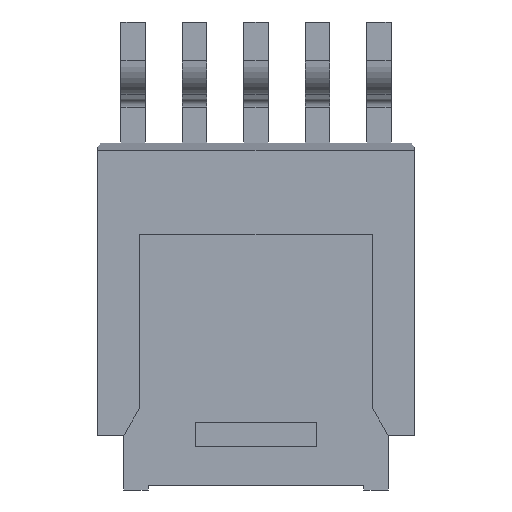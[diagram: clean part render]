
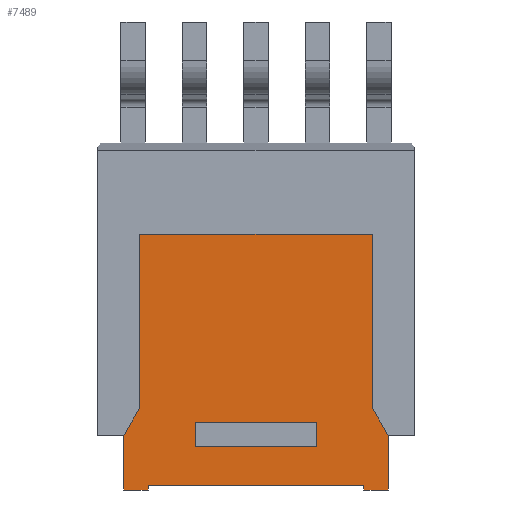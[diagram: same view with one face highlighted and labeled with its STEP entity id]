
A CAD part, front view. The second image highlights one B-rep face of the part: STEP entity #7489.
In plain terms, the highlighted planar face has unit normal (0, -1, 0).
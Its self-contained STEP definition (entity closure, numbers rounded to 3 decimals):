
#276=DIRECTION('',(-1.,0.,0.));
#277=VECTOR('',#276,4.46);
#278=CARTESIAN_POINT('',(2.23,-0.01,-4.048));
#279=LINE('',#278,#277);
#283=DIRECTION('',(0.,0.,-1.));
#284=VECTOR('',#283,0.1);
#285=CARTESIAN_POINT('',(-2.23,-0.01,-4.048));
#286=LINE('',#285,#284);
#290=DIRECTION('',(-1.,0.,0.));
#291=VECTOR('',#290,0.5);
#292=CARTESIAN_POINT('',(-2.23,-0.01,-4.148));
#293=LINE('',#292,#291);
#297=DIRECTION('',(0.,0.,1.));
#298=VECTOR('',#297,1.128);
#299=CARTESIAN_POINT('',(-2.73,-0.01,-4.148));
#300=LINE('',#299,#298);
#304=DIRECTION('',(0.5,0.,0.866));
#305=VECTOR('',#304,0.66);
#306=CARTESIAN_POINT('',(-2.73,-0.01,-3.02));
#307=LINE('',#306,#305);
#311=DIRECTION('',(0.,0.,1.));
#312=VECTOR('',#311,3.578);
#313=CARTESIAN_POINT('',(-2.4,-0.01,-2.448));
#314=LINE('',#313,#312);
#318=DIRECTION('',(1.,0.,0.));
#319=VECTOR('',#318,4.8);
#320=CARTESIAN_POINT('',(-2.4,-0.01,1.13));
#321=LINE('',#320,#319);
#325=DIRECTION('',(0.,0.,-1.));
#326=VECTOR('',#325,3.578);
#327=CARTESIAN_POINT('',(2.4,-0.01,1.13));
#328=LINE('',#327,#326);
#332=DIRECTION('',(0.5,0.,-0.866));
#333=VECTOR('',#332,0.66);
#334=CARTESIAN_POINT('',(2.4,-0.01,-2.448));
#335=LINE('',#334,#333);
#339=DIRECTION('',(0.,0.,-1.));
#340=VECTOR('',#339,1.128);
#341=CARTESIAN_POINT('',(2.73,-0.01,-3.02));
#342=LINE('',#341,#340);
#346=DIRECTION('',(-1.,0.,0.));
#347=VECTOR('',#346,0.5);
#348=CARTESIAN_POINT('',(2.73,-0.01,-4.148));
#349=LINE('',#348,#347);
#353=DIRECTION('',(0.,0.,1.));
#354=VECTOR('',#353,0.1);
#355=CARTESIAN_POINT('',(2.23,-0.01,-4.148));
#356=LINE('',#355,#354);
#360=DIRECTION('',(1.,0.,0.));
#361=VECTOR('',#360,2.5);
#362=CARTESIAN_POINT('',(-1.25,-0.01,-3.248));
#363=LINE('',#362,#361);
#367=DIRECTION('',(0.,0.,1.));
#368=VECTOR('',#367,0.5);
#369=CARTESIAN_POINT('',(1.25,-0.01,-3.248));
#370=LINE('',#369,#368);
#374=DIRECTION('',(-1.,0.,0.));
#375=VECTOR('',#374,2.5);
#376=CARTESIAN_POINT('',(1.25,-0.01,-2.748));
#377=LINE('',#376,#375);
#381=DIRECTION('',(0.,0.,-1.));
#382=VECTOR('',#381,0.5);
#383=CARTESIAN_POINT('',(-1.25,-0.01,-2.748));
#384=LINE('',#383,#382);
#6146=CARTESIAN_POINT('',(2.23,-0.01,-4.048));
#6147=CARTESIAN_POINT('',(-2.23,-0.01,-4.048));
#6148=VERTEX_POINT('',#6146);
#6149=VERTEX_POINT('',#6147);
#6150=CARTESIAN_POINT('',(-2.73,-0.01,-4.148));
#6151=CARTESIAN_POINT('',(-2.73,-0.01,-3.02));
#6152=VERTEX_POINT('',#6150);
#6153=VERTEX_POINT('',#6151);
#6154=CARTESIAN_POINT('',(-2.4,-0.01,-2.448));
#6155=CARTESIAN_POINT('',(-2.4,-0.01,1.13));
#6156=VERTEX_POINT('',#6154);
#6157=VERTEX_POINT('',#6155);
#6158=CARTESIAN_POINT('',(2.4,-0.01,1.13));
#6159=VERTEX_POINT('',#6158);
#6160=CARTESIAN_POINT('',(2.4,-0.01,-2.448));
#6161=VERTEX_POINT('',#6160);
#6162=CARTESIAN_POINT('',(2.73,-0.01,-3.02));
#6163=CARTESIAN_POINT('',(2.73,-0.01,-4.148));
#6164=VERTEX_POINT('',#6162);
#6165=VERTEX_POINT('',#6163);
#6798=CARTESIAN_POINT('',(-2.23,-0.01,-4.148));
#6799=VERTEX_POINT('',#6798);
#6800=CARTESIAN_POINT('',(2.23,-0.01,-4.148));
#6801=VERTEX_POINT('',#6800);
#6802=CARTESIAN_POINT('',(-1.25,-0.01,-3.248));
#6803=CARTESIAN_POINT('',(1.25,-0.01,-3.248));
#6804=VERTEX_POINT('',#6802);
#6805=VERTEX_POINT('',#6803);
#6806=CARTESIAN_POINT('',(1.25,-0.01,-2.748));
#6807=VERTEX_POINT('',#6806);
#6808=CARTESIAN_POINT('',(-1.25,-0.01,-2.748));
#6809=VERTEX_POINT('',#6808);
#7457=CARTESIAN_POINT('',(0.,-0.01,0.));
#7458=DIRECTION('',(0.,1.,0.));
#7459=DIRECTION('',(1.,0.,0.));
#7460=AXIS2_PLACEMENT_3D('',#7457,#7458,#7459);
#7461=PLANE('',#7460);
#7463=ORIENTED_EDGE('',*,*,#7462,.T.);
#7465=ORIENTED_EDGE('',*,*,#7464,.T.);
#7467=ORIENTED_EDGE('',*,*,#7466,.T.);
#7469=ORIENTED_EDGE('',*,*,#7468,.T.);
#7471=ORIENTED_EDGE('',*,*,#7470,.T.);
#7472=ORIENTED_EDGE('',*,*,#7226,.T.);
#7473=ORIENTED_EDGE('',*,*,#7241,.T.);
#7474=ORIENTED_EDGE('',*,*,#7255,.T.);
#7475=ORIENTED_EDGE('',*,*,#7269,.T.);
#7476=ORIENTED_EDGE('',*,*,#7286,.T.);
#7478=ORIENTED_EDGE('',*,*,#7477,.T.);
#7480=ORIENTED_EDGE('',*,*,#7479,.T.);
#7481=EDGE_LOOP('',(#7463,#7465,#7467,#7469,#7471,#7472,#7473,#7474,#7475,#7476,
#7478,#7480));
#7482=FACE_OUTER_BOUND('',#7481,.F.);
#7483=ORIENTED_EDGE('',*,*,#7397,.T.);
#7484=ORIENTED_EDGE('',*,*,#7425,.T.);
#7485=ORIENTED_EDGE('',*,*,#7451,.T.);
#7486=ORIENTED_EDGE('',*,*,#7368,.T.);
#7487=EDGE_LOOP('',(#7483,#7484,#7485,#7486));
#7488=FACE_BOUND('',#7487,.F.);
#7489=ADVANCED_FACE('',(#7482,#7488),#7461,.F.);
#7226=EDGE_CURVE('',#6156,#6157,#314,.T.);
#7241=EDGE_CURVE('',#6157,#6159,#321,.T.);
#7255=EDGE_CURVE('',#6159,#6161,#328,.T.);
#7269=EDGE_CURVE('',#6161,#6164,#335,.T.);
#7286=EDGE_CURVE('',#6164,#6165,#342,.T.);
#7368=EDGE_CURVE('',#6809,#6804,#384,.T.);
#7397=EDGE_CURVE('',#6804,#6805,#363,.T.);
#7425=EDGE_CURVE('',#6805,#6807,#370,.T.);
#7451=EDGE_CURVE('',#6807,#6809,#377,.T.);
#7462=EDGE_CURVE('',#6148,#6149,#279,.T.);
#7464=EDGE_CURVE('',#6149,#6799,#286,.T.);
#7466=EDGE_CURVE('',#6799,#6152,#293,.T.);
#7468=EDGE_CURVE('',#6152,#6153,#300,.T.);
#7470=EDGE_CURVE('',#6153,#6156,#307,.T.);
#7477=EDGE_CURVE('',#6165,#6801,#349,.T.);
#7479=EDGE_CURVE('',#6801,#6148,#356,.T.);
